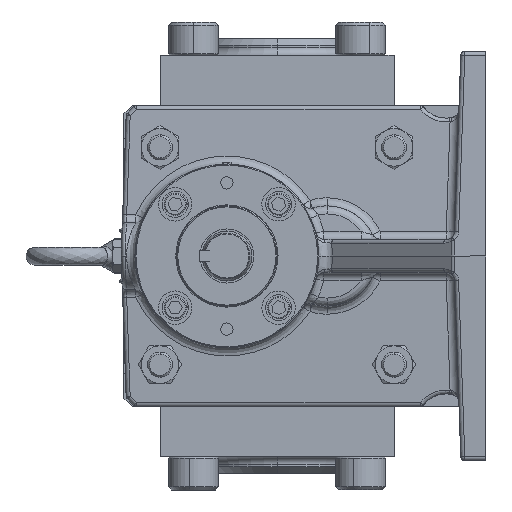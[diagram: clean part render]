
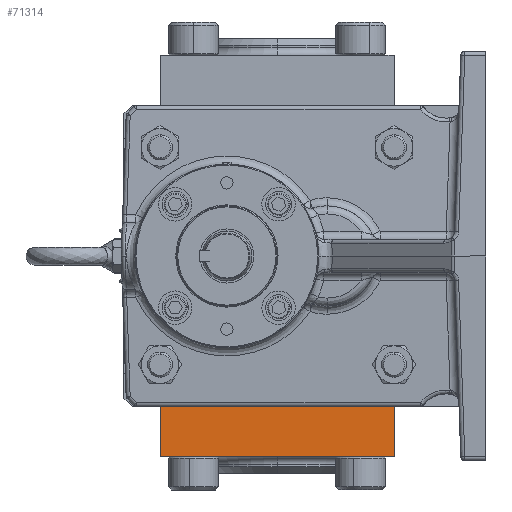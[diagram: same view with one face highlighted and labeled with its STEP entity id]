
A CAD part, left-side view. The second image highlights one B-rep face of the part: STEP entity #71314.
In plain terms, the highlighted planar face has unit normal (-1, 0, 0).
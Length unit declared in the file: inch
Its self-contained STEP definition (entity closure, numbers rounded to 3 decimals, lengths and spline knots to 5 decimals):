
#11082 = VECTOR ( 'NONE', #18496, 39.37008 ) ;
#17273 = FACE_OUTER_BOUND ( 'NONE', #130965, .T. ) ;
#18496 = DIRECTION ( 'NONE',  ( 0., 1., 0. ) ) ;
#19330 = VECTOR ( 'NONE', #77829, 39.37008 ) ;
#23549 = EDGE_CURVE ( 'Defeatured_0_931+Defeatured_0_965+Defeatured_0_831+Defeatured_0_58', #133971, #129667, #67603, .T. ) ;
#23948 = CARTESIAN_POINT ( 'NONE',  ( 2.2465, -5., -6. ) ) ;
#28593 = AXIS2_PLACEMENT_3D ( 'NONE', #23948, #82336, #47138 ) ;
#30403 = ORIENTED_EDGE ( 'NONE', *, *, #100399, .F. ) ;
#43821 = DIRECTION ( 'NONE',  ( 0., 0., 1. ) ) ;
#44058 = LINE ( 'NONE', #149077, #55209 ) ;
#47138 = DIRECTION ( 'NONE',  ( 0., 0., -1. ) ) ;
#53525 = LINE ( 'NONE', #54596, #11082 ) ;
#53560 = CARTESIAN_POINT ( 'NONE',  ( 2.2465, -5., -6. ) ) ;
#54596 = CARTESIAN_POINT ( 'NONE',  ( 2.2465, -5., -4.5 ) ) ;
#55209 = VECTOR ( 'NONE', #43821, 39.37008 ) ;
#59848 = LINE ( 'NONE', #148365, #19330 ) ;
#60194 = VECTOR ( 'NONE', #85823, 39.37008 ) ;
#67603 = LINE ( 'NONE', #144501, #60194 ) ;
#70436 = PLANE ( 'NONE',  #28593 ) ;
#71314 = ADVANCED_FACE ( 'Defeatured_0_931', ( #17273 ), #70436, .F. ) ;
#76746 = ORIENTED_EDGE ( 'NONE', *, *, #119870, .F. ) ;
#77829 = DIRECTION ( 'NONE',  ( 0., 1., 0. ) ) ;
#77922 = CARTESIAN_POINT ( 'NONE',  ( 2.2465, 2., -6. ) ) ;
#82336 = DIRECTION ( 'NONE',  ( 1., 0., 0. ) ) ;
#85823 = DIRECTION ( 'NONE',  ( 0., 0., 1. ) ) ;
#89836 = CARTESIAN_POINT ( 'NONE',  ( 2.2465, -5., -4.5 ) ) ;
#90750 = VERTEX_POINT ( 'NONE', #77922 ) ;
#96602 = EDGE_CURVE ( 'Defeatured_0_931+Defeatured_0_58+Defeatured_0_965+Defeatured_0_932', #129667, #139837, #53525, .T. ) ;
#100399 = EDGE_CURVE ( 'Defeatured_0_932+Defeatured_0_931+Defeatured_0_831+Defeatured_0_58', #90750, #139837, #44058, .T. ) ;
#112117 = ORIENTED_EDGE ( 'NONE', *, *, #23549, .T. ) ;
#119870 = EDGE_CURVE ( 'Defeatured_0_831+Defeatured_0_931+Defeatured_0_965+Defeatured_0_932', #133971, #90750, #59848, .T. ) ;
#122482 = ORIENTED_EDGE ( 'NONE', *, *, #96602, .T. ) ;
#123830 = CARTESIAN_POINT ( 'NONE',  ( 2.2465, 2., -4.5 ) ) ;
#129667 = VERTEX_POINT ( 'NONE', #89836 ) ;
#130965 = EDGE_LOOP ( 'NONE', ( #122482, #30403, #76746, #112117 ) ) ;
#133971 = VERTEX_POINT ( 'NONE', #53560 ) ;
#139837 = VERTEX_POINT ( 'NONE', #123830 ) ;
#144501 = CARTESIAN_POINT ( 'NONE',  ( 2.2465, -5., -6. ) ) ;
#148365 = CARTESIAN_POINT ( 'NONE',  ( 2.2465, -5., -6. ) ) ;
#149077 = CARTESIAN_POINT ( 'NONE',  ( 2.2465, 2., -6. ) ) ;
